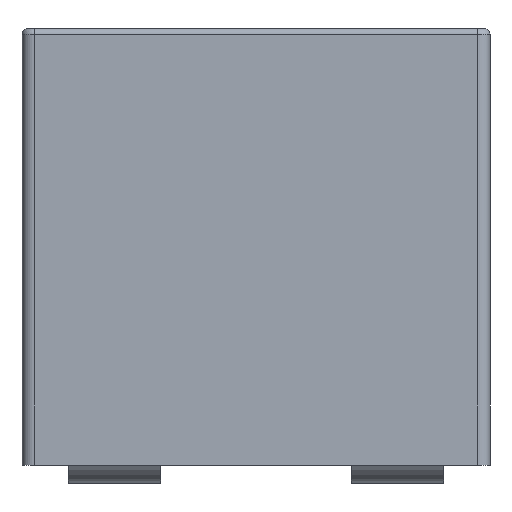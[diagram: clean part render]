
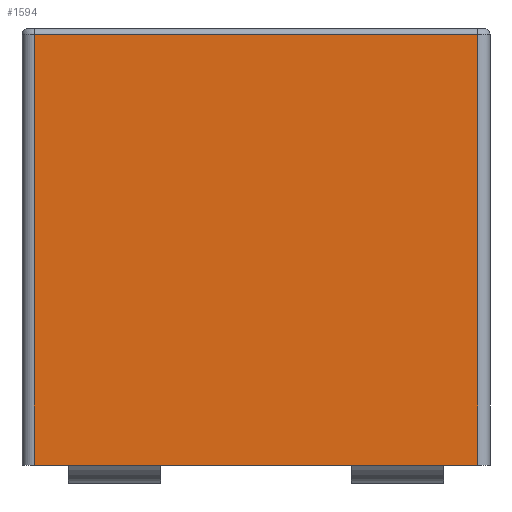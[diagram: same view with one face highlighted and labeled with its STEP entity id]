
A CAD part, front view. The second image highlights one B-rep face of the part: STEP entity #1594.
In plain terms, the highlighted face is planar.
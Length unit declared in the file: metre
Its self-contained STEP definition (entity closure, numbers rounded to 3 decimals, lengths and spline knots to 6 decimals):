
#82=PLANE('',#1690);
#104=LINE('',#2047,#204);
#171=LINE('',#2603,#271);
#178=LINE('',#2623,#278);
#188=LINE('',#2643,#288);
#204=VECTOR('',#1765,1.);
#271=VECTOR('',#1918,1.);
#278=VECTOR('',#1937,1.);
#288=VECTOR('',#1965,1.);
#529=ORIENTED_EDGE('',*,*,#727,.F.);
#530=ORIENTED_EDGE('',*,*,#622,.T.);
#531=ORIENTED_EDGE('',*,*,#717,.T.);
#532=ORIENTED_EDGE('',*,*,#738,.F.);
#622=EDGE_CURVE('',#767,#763,#104,.T.);
#717=EDGE_CURVE('',#763,#833,#171,.T.);
#727=EDGE_CURVE('',#767,#840,#178,.T.);
#738=EDGE_CURVE('',#840,#833,#188,.T.);
#763=VERTEX_POINT('',#2032);
#767=VERTEX_POINT('',#2044);
#833=VERTEX_POINT('',#2604);
#840=VERTEX_POINT('',#2624);
#941=EDGE_LOOP('',(#529,#530,#531,#532));
#1025=FACE_BOUND('',#941,.T.);
#1594=ADVANCED_FACE('',(#1025),#82,.T.);
#1690=AXIS2_PLACEMENT_3D('',#2642,#1963,#1964);
#1765=DIRECTION('',(0.,1.,0.));
#1918=DIRECTION('',(0.,0.,-1.));
#1937=DIRECTION('',(0.,0.,-1.));
#1963=DIRECTION('',(-1.,0.,0.));
#1964=DIRECTION('',(0.,-1.,0.));
#1965=DIRECTION('',(0.,1.,0.));
#2032=CARTESIAN_POINT('',(-0.00395,0.0036,0.00699));
#2044=CARTESIAN_POINT('',(-0.00395,-0.0036,0.00699));
#2047=CARTESIAN_POINT('',(-0.00395,0.0036,0.00699));
#2603=CARTESIAN_POINT('',(-0.00395,0.0036,0.00709));
#2604=CARTESIAN_POINT('',(-0.00395,0.0036,0.));
#2623=CARTESIAN_POINT('',(-0.00395,-0.0036,0.00709));
#2624=CARTESIAN_POINT('',(-0.00395,-0.0036,0.));
#2642=CARTESIAN_POINT('',(-0.00395,-0.0038,0.00709));
#2643=CARTESIAN_POINT('',(-0.00395,-0.0038,0.));
